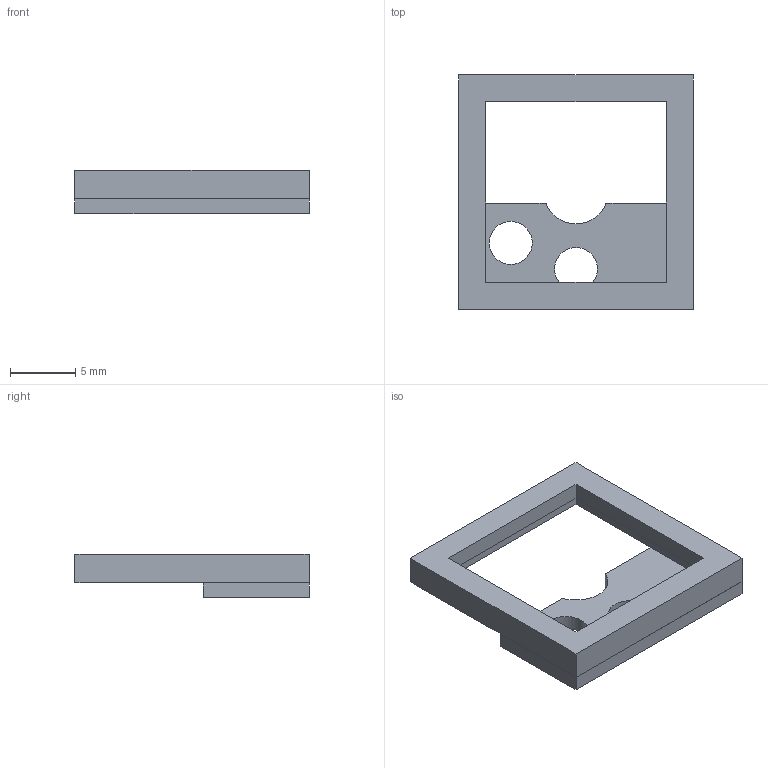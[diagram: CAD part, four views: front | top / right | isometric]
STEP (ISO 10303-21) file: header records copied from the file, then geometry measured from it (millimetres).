
FILE_DESCRIPTION(('FreeCAD Model'),'2;1');
FILE_NAME('Open CASCADE Shape Model','2024-10-25T18:50:41',('Author'),( ''),'Open CASCADE STEP processor 7.7','Ondsel','Unknown');
FILE_SCHEMA(('AUTOMOTIVE_DESIGN { 1 0 10303 214 1 1 1 1 }'));
Length unit declared in the file: millimetre
Products named in the file (1): Fusion
Bounding box: 18 x 18 x 3.35 mm (x, y, z)
Volume: 417.1 mm3; surface area: 881 mm2
Topology: 2 solids, 2 shells, 25 faces, 86 edges, 66 vertices
Faces by surface type: plane 22, cylinder 3
Full cylindrical faces by diameter (mm): 3.3 x2
Entity records: 1063 total; most frequent: CARTESIAN_POINT 180, ORIENTED_EDGE 172, DIRECTION 142, EDGE_CURVE 86, LINE 78, VECTOR 78, VERTEX_POINT 66, AXIS2_PLACEMENT_3D 32
